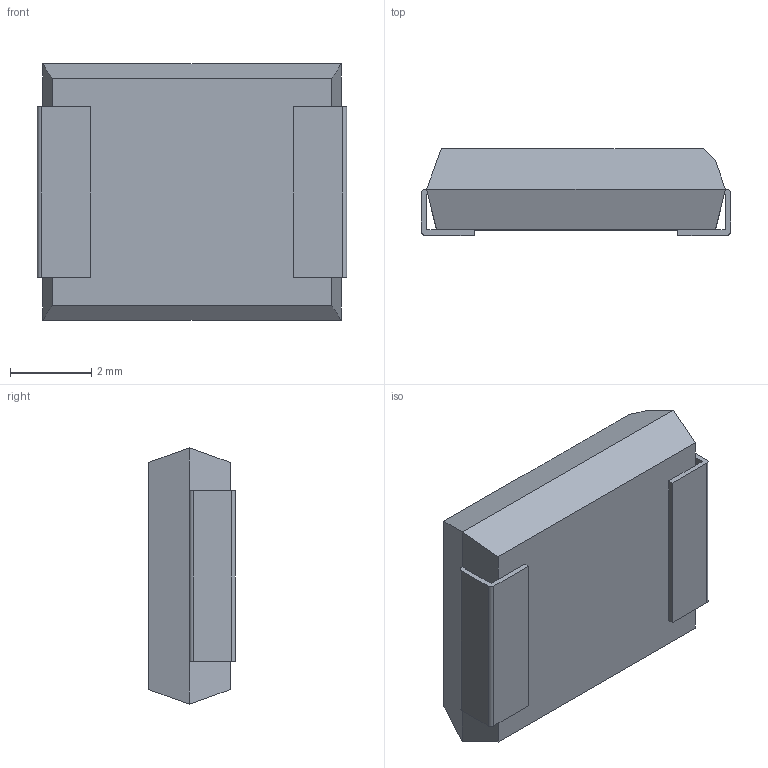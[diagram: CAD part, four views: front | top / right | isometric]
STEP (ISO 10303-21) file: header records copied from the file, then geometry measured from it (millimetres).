
FILE_DESCRIPTION (( 'STEP AP214' ), '1' );
FILE_NAME ('CTSM_TCM2NBKRPEG_7360_L7.6W6.3H2T0.13S1.3F4.2A3.3X0.2.STEP', '2020-03-16T20:11:59', ( '' ), ( '' ), 'SwSTEP 2.0', 'SolidWorks 2014', '' );
FILE_SCHEMA (( 'AUTOMOTIVE_DESIGN' ));
Length unit declared in the file: millimetre
Products named in the file (1): CTSM_TCM2NBKRPEG_7360_L7.6W6.3H2T0.13S1.3F4.2A3.3X0.2
Bounding box: 7.6 x 2.13 x 6.3 mm (x, y, z)
Volume: 86.1 mm3; surface area: 155.1 mm2
Topology: 4 solids, 4 shells, 90 faces, 246 edges, 160 vertices
Faces by surface type: plane 86, cylinder 4
Entity records: 3214 total; most frequent: CARTESIAN_POINT 497, ORIENTED_EDGE 492, DIRECTION 436, EDGE_CURVE 246, LINE 238, VECTOR 238, VERTEX_POINT 160, AXIS2_PLACEMENT_3D 99
